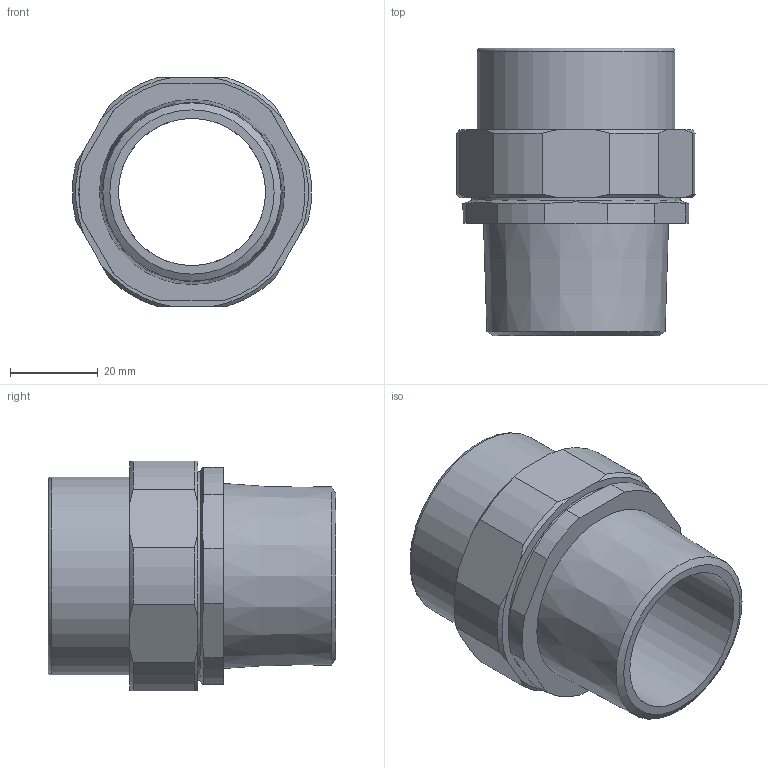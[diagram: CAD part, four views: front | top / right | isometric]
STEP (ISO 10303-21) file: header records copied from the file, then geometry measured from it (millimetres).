
FILE_DESCRIPTION(/* description */ (''),/* implementation_level */ '2;1');
FILE_NAME(/* name */ 'KIL_UNY125.stp',/* time_stamp */ '2021-04-01T14:38:42-05:00',/* author */ ('nsantoro'),/* organization */ (''),/* preprocessor_version */ 'ST-DEVELOPER v18',/* originating_system */ 'Autodesk Inventor 2020',/* authorisation */ '');
FILE_SCHEMA (('AUTOMOTIVE_DESIGN { 1 0 10303 214 3 1 1 }'));
Length unit declared in the file: inch
Products named in the file (1): UNY125_Shrinkwrap_1
Bounding box: 54.44 x 65.53 x 52.39 mm (x, y, z)
Volume: 47412.4 mm3; surface area: 26300.6 mm2
Topology: 3 solids, 3 shells, 63 faces, 180 edges, 124 vertices
Faces by surface type: cone 23, cylinder 20, plane 19, torus 1
Full cylindrical faces by diameter (mm): 33.528 x2, 45.212 x1, 45.72 x1, 47.498 x1, 47.752 x1, 48.26 x1, 49.53 x1
Entity records: 2205 total; most frequent: CARTESIAN_POINT 428, DIRECTION 367, ORIENTED_EDGE 360, EDGE_CURVE 180, AXIS2_PLACEMENT_3D 153, VERTEX_POINT 124, CIRCLE 89, EDGE_LOOP 70
